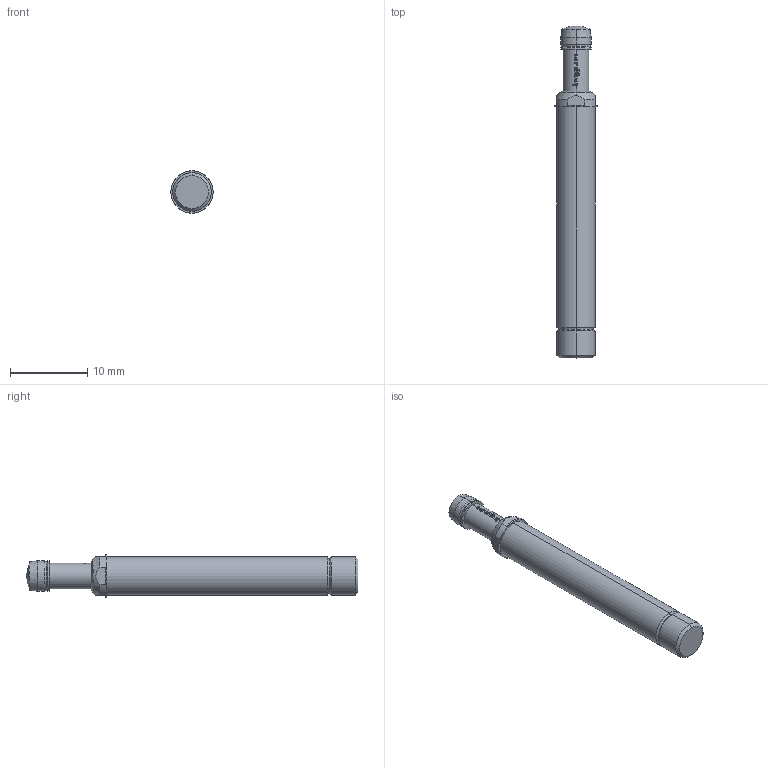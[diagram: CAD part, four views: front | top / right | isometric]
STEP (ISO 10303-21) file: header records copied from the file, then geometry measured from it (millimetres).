
FILE_DESCRIPTION (( 'STEP AP203' ), '1' );
FILE_NAME ('INGUN_HSS-621_305_400_S_xx02_M.STEP', '2022-02-02T09:46:44', ( 'ochi' ), ( '' ), 'SwSTEP 2.0', 'SolidWorks 2018', '' );
FILE_SCHEMA (( 'CONFIG_CONTROL_DESIGN' ));
Length unit declared in the file: millimetre
Products named in the file (1): INGUN_HSS-621_305_400_S_xx02_M
Bounding box: 5.5 x 43.1 x 5.5 mm (x, y, z)
Volume: 758.6 mm3; surface area: 682 mm2
Topology: 1 solids, 1 shells, 114 faces, 307 edges, 199 vertices
Faces by surface type: plane 52, bspline 22, cylinder 22, torus 8, cone 8, sphere 2
Entity records: 3990 total; most frequent: CARTESIAN_POINT 1195, ORIENTED_EDGE 614, DIRECTION 515, EDGE_CURVE 307, AXIS2_PLACEMENT_3D 207, VERTEX_POINT 199, EDGE_LOOP 118, FACE_OUTER_BOUND 114
